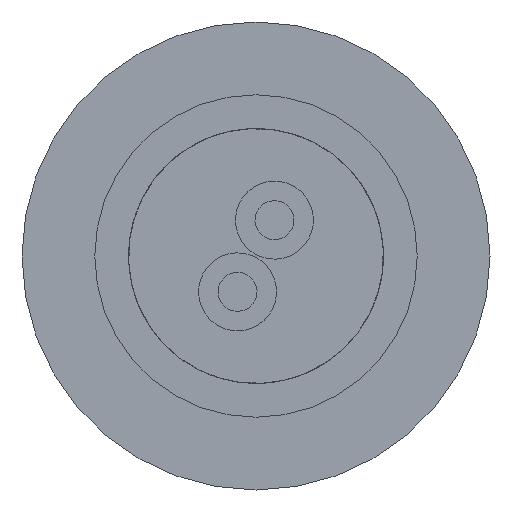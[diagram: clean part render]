
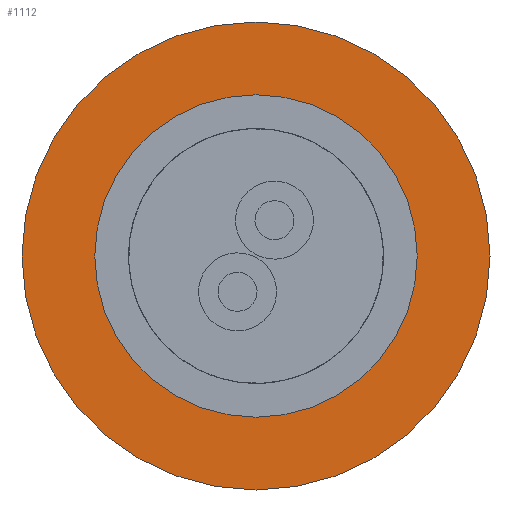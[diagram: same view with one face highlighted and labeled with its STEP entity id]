
A CAD part, front view. The second image highlights one B-rep face of the part: STEP entity #1112.
In plain terms, the highlighted planar face has unit normal (0, -1, 0).
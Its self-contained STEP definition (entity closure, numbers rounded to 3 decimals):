
#7 = EDGE_CURVE ( 'NONE', #166, #1066, #324, .T. ) ;
#91 = DIRECTION ( 'NONE',  ( 0., 0., -1. ) ) ;
#96 = VERTEX_POINT ( 'NONE', #193 ) ;
#114 = DIRECTION ( 'NONE',  ( 0., 0., -1. ) ) ;
#145 = AXIS2_PLACEMENT_3D ( 'NONE', #968, #572, #91 ) ;
#160 = EDGE_CURVE ( 'NONE', #96, #333, #1114, .T. ) ;
#166 = VERTEX_POINT ( 'NONE', #471 ) ;
#184 = FACE_BOUND ( 'NONE', #966, .T. ) ;
#193 = CARTESIAN_POINT ( 'NONE',  ( 0., 0., 3.1 ) ) ;
#194 = DIRECTION ( 'NONE',  ( 0., 0., -1. ) ) ;
#222 = EDGE_CURVE ( 'NONE', #333, #96, #1077, .T. ) ;
#234 = ORIENTED_EDGE ( 'NONE', *, *, #7, .T. ) ;
#264 = AXIS2_PLACEMENT_3D ( 'NONE', #963, #561, #877 ) ;
#274 = ORIENTED_EDGE ( 'NONE', *, *, #222, .F. ) ;
#287 = PLANE ( 'NONE',  #745 ) ;
#298 = EDGE_LOOP ( 'NONE', ( #234, #661 ) ) ;
#324 = CIRCLE ( 'NONE', #1224, 4.5 ) ;
#333 = VERTEX_POINT ( 'NONE', #404 ) ;
#387 = EDGE_CURVE ( 'NONE', #1066, #166, #977, .T. ) ;
#393 = CARTESIAN_POINT ( 'NONE',  ( 0., 0., 0. ) ) ;
#404 = CARTESIAN_POINT ( 'NONE',  ( 0., 0., -3.1 ) ) ;
#452 = DIRECTION ( 'NONE',  ( 0., -1., 0. ) ) ;
#471 = CARTESIAN_POINT ( 'NONE',  ( 0., 0., -4.5 ) ) ;
#498 = ORIENTED_EDGE ( 'NONE', *, *, #160, .F. ) ;
#561 = DIRECTION ( 'NONE',  ( 0., -1., 0. ) ) ;
#566 = CARTESIAN_POINT ( 'NONE',  ( 0., 0., 4.5 ) ) ;
#572 = DIRECTION ( 'NONE',  ( 0., -1., 0. ) ) ;
#614 = CARTESIAN_POINT ( 'NONE',  ( 0., 0., 0. ) ) ;
#661 = ORIENTED_EDGE ( 'NONE', *, *, #387, .T. ) ;
#731 = DIRECTION ( 'NONE',  ( 0., 0., -1. ) ) ;
#745 = AXIS2_PLACEMENT_3D ( 'NONE', #1064, #867, #194 ) ;
#861 = FACE_OUTER_BOUND ( 'NONE', #298, .T. ) ;
#867 = DIRECTION ( 'NONE',  ( 0., -1., 0. ) ) ;
#877 = DIRECTION ( 'NONE',  ( 0., 0., -1. ) ) ;
#963 = CARTESIAN_POINT ( 'NONE',  ( 0., 0., 0. ) ) ;
#966 = EDGE_LOOP ( 'NONE', ( #274, #498 ) ) ;
#968 = CARTESIAN_POINT ( 'NONE',  ( 0., 0., 0. ) ) ;
#977 = CIRCLE ( 'NONE', #1060, 4.5 ) ;
#989 = DIRECTION ( 'NONE',  ( 0., -1., 0. ) ) ;
#1060 = AXIS2_PLACEMENT_3D ( 'NONE', #393, #989, #114 ) ;
#1064 = CARTESIAN_POINT ( 'NONE',  ( 3.1, 0., 0. ) ) ;
#1066 = VERTEX_POINT ( 'NONE', #566 ) ;
#1077 = CIRCLE ( 'NONE', #264, 3.1 ) ;
#1112 = ADVANCED_FACE ( 'NONE', ( #861, #184 ), #287, .T. ) ;
#1114 = CIRCLE ( 'NONE', #145, 3.1 ) ;
#1224 = AXIS2_PLACEMENT_3D ( 'NONE', #614, #452, #731 ) ;
